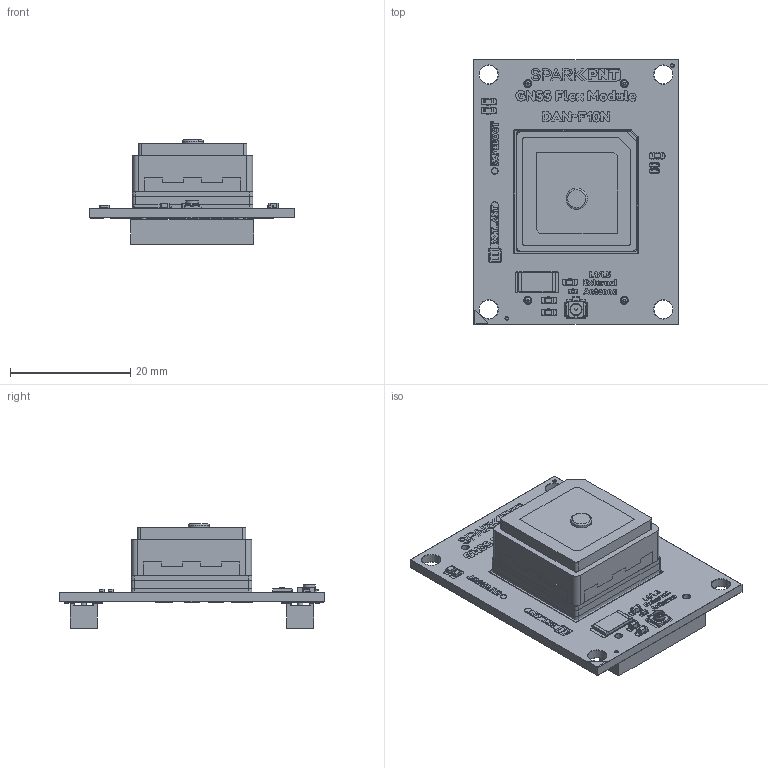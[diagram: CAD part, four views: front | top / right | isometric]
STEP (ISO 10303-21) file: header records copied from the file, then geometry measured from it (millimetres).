
FILE_DESCRIPTION(('KiCad electronic assembly'),'2;1');
FILE_NAME('SparkFun_GNSS_Flex_Module_DAN-F10N.step', '2025-08-12T20:36:18',('Pcbnew'),('Kicad'), 'Open CASCADE STEP processor 7.8','KiCad to STEP converter','Unknown' );
FILE_SCHEMA(('AUTOMOTIVE_DESIGN { 1 0 10303 214 1 1 1 1 }'));
Length unit declared in the file: millimetre
Products named in the file (24): SparkFun_GNSS_Flex_Module_DAN-F10N 1; C_0603_1608Metric; R_2512_6332Metric; C_0402_1005Metric; R_0603_1608Metric; DAN-F10N_AntennaModule; DAN_TAO_Taoglas_Antenna; DAN_TAO_DAN-F10N_Interposer_DAN-F10N_Interposer; DAN_TAO_DAN-F10N_Interposer_DAN-F10N_Interposer_BOARD; DAN_TAO_DAN-F10N_Eiplus_Main_Board_DAN-F10N_Eiplus_Main_Board; DAN_TAO_DAN-F10N_Eiplus_Main_Board_DAN-F10N_Eiplus_Main_Board_BOARD; DAN_TAO_Layer_Bottom 
Layer_DAN-F10N_Eiplus_Main_Board_DAN-F10N_Eiplus_Main_Board.sldasm; DAN_TAO_Bottom 
Layer_DAN-F10N_Eiplus_Main_Board_DAN-F10N_Eiplus_Main_Board.sldasm_0; DAN_TAO_Bottom 
Layer_DAN-F10N_Eiplus_Main_Board_DAN-F10N_Eiplus_Main_Board.sldasm_1; DAN_TAO_Layer_Bottom 
SolderMask_DAN-F10N_Eiplus_Main_Board_DAN-F10N_Eiplus_Main_Board.sldasm; DAN_TAO_Bottom 
SolderMask_DAN-F10N_Eiplus_Main_Board_DAN-F10N_Eiplus_Main_Board.sldasm_
0; U.FL; 2x10_2.0mm_Socket_SMD_Pegs-1.0mm_22815; 05X02_PW62; FH20_2XNP_H40_W45_U_DZ; SparkFun_GNSS_Flex_Module_DAN-F10N_pad; SparkFun_GNSS_Flex_Module_DAN-F10N_silkscreen; SparkFun_GNSS_Flex_Module_DAN-F10N_soldermask; SparkFun_GNSS_Flex_Module_DAN-F10N_PCB
Assembly tree (49 placements, depth 5):
  SparkFun_GNSS_Flex_Module_DAN-F10N 1
    C_0603_1608Metric  x4
    R_2512_6332Metric
    C_0402_1005Metric  x3
    R_0603_1608Metric  x2
    DAN-F10N_AntennaModule
      DAN_TAO_Taoglas_Antenna
      DAN_TAO_DAN-F10N_Interposer_DAN-F10N_Interposer
        DAN_TAO_DAN-F10N_Interposer_DAN-F10N_Interposer_BOARD
      DAN_TAO_DAN-F10N_Eiplus_Main_Board_DAN-F10N_Eiplus_Main_Board
        DAN_TAO_DAN-F10N_Eiplus_Main_Board_DAN-F10N_Eiplus_Main_Board_BOARD
        DAN_TAO_Layer_Bottom 
Layer_DAN-F10N_Eiplus_Main_Board_DAN-F10N_Eiplus_Main_Board.sldasm
          DAN_TAO_Bottom 
Layer_DAN-F10N_Eiplus_Main_Board_DAN-F10N_Eiplus_Main_Board.sldasm_0
          DAN_TAO_Bottom 
Layer_DAN-F10N_Eiplus_Main_Board_DAN-F10N_Eiplus_Main_Board.sldasm_1
        DAN_TAO_Layer_Bottom 
SolderMask_DAN-F10N_Eiplus_Main_Board_DAN-F10N_Eiplus_Main_Board.sldasm
          DAN_TAO_Bottom 
SolderMask_DAN-F10N_Eiplus_Main_Board_DAN-F10N_Eiplus_Main_Board.sldasm_
0
    U.FL
    2x10_2.0mm_Socket_SMD_Pegs-1.0mm_22815  x2
      05X02_PW62
      FH20_2XNP_H40_W45_U_DZ
    SparkFun_GNSS_Flex_Module_DAN-F10N_pad
    SparkFun_GNSS_Flex_Module_DAN-F10N_silkscreen
    SparkFun_GNSS_Flex_Module_DAN-F10N_soldermask
    SparkFun_GNSS_Flex_Module_DAN-F10N_PCB
Bounding box: 34 x 44 x 17.29 mm (x, y, z)
Volume: 6506.2 mm3; surface area: 14291.4 mm2
Topology: 256 solids, 380 shells, 4611 faces, 16301 edges, 12339 vertices
Faces by surface type: plane 4193, cylinder 405, revolution 8, cone 3, bspline 1, sphere 1
Full cylindrical faces by diameter (mm): 0.4 x1, 0.5 x4, 0.8 x3, 0.85 x4, 1 x1, 1.016 x1, 1.2 x4, 1.8 x1, 1.92 x1, 2 x2, 3.1 x4, 3.5 x2
Entity records: 153446 total; most frequent: CARTESIAN_POINT 28704, ORIENTED_EDGE 23409, DIRECTION 22815, EDGE_CURVE 14014, LINE 12723, VECTOR 12723, VERTEX_POINT 10849, AXIS2_PLACEMENT_3D 5044
